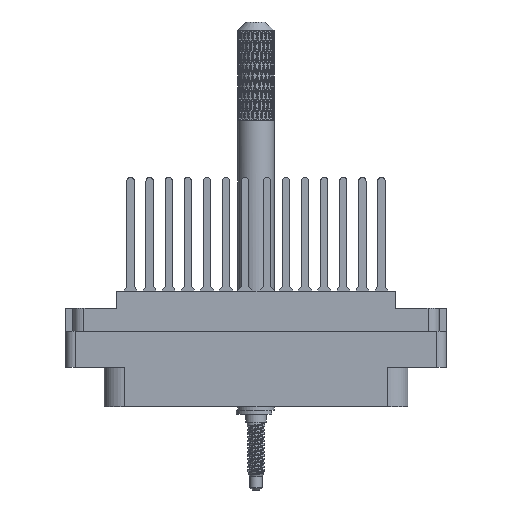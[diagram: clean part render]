
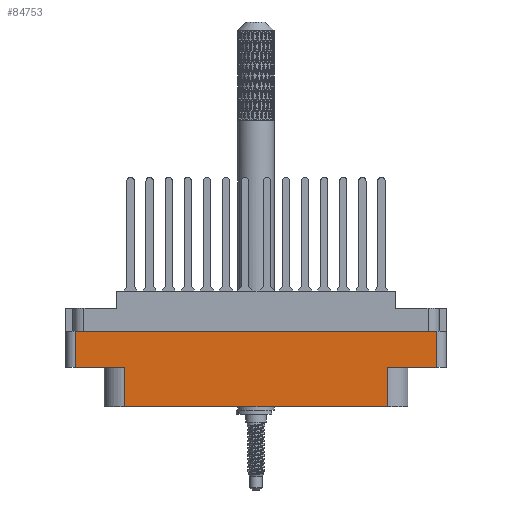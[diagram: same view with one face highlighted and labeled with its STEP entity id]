
A CAD part, front view. The second image highlights one B-rep face of the part: STEP entity #84753.
In plain terms, the highlighted planar face has unit normal (0, -1, 0).
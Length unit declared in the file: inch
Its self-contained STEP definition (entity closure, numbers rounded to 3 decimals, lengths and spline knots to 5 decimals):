
#1789 = CARTESIAN_POINT ( 'NONE',  ( -1.2955, -0.438, -0.789 ) ) ;
#2762 = EDGE_CURVE ( 'NONE', #82086, #62367, #23702, .T. ) ;
#4538 = ORIENTED_EDGE ( 'NONE', *, *, #2762, .T. ) ;
#7368 = CARTESIAN_POINT ( 'NONE',  ( 0.895, -0.438, -0.52 ) ) ;
#7542 = VERTEX_POINT ( 'NONE', #13903 ) ;
#10351 = CARTESIAN_POINT ( 'NONE',  ( 0., -0.438, -0.52 ) ) ;
#11678 = CARTESIAN_POINT ( 'NONE',  ( -0.895, -0.438, -0.789 ) ) ;
#13903 = CARTESIAN_POINT ( 'NONE',  ( 1.2335, -0.438, -0.52 ) ) ;
#14024 = EDGE_CURVE ( 'NONE', #51367, #16616, #81304, .T. ) ;
#14701 = EDGE_CURVE ( 'NONE', #82086, #59959, #36777, .T. ) ;
#16616 = VERTEX_POINT ( 'NONE', #98731 ) ;
#16908 = CARTESIAN_POINT ( 'NONE',  ( -0.895, -0.438, -0.52 ) ) ;
#17532 = DIRECTION ( 'NONE',  ( 0., 0., 1. ) ) ;
#20292 = LINE ( 'NONE', #110019, #59198 ) ;
#21111 = ORIENTED_EDGE ( 'NONE', *, *, #112619, .T. ) ;
#23702 = LINE ( 'NONE', #70313, #68266 ) ;
#26372 = CARTESIAN_POINT ( 'NONE',  ( -1.2335, -0.438, -0.274 ) ) ;
#27025 = VECTOR ( 'NONE', #82120, 39.37008 ) ;
#29407 = LINE ( 'NONE', #50101, #61419 ) ;
#29880 = AXIS2_PLACEMENT_3D ( 'NONE', #33451, #97602, #97999 ) ;
#32198 = DIRECTION ( 'NONE',  ( 0., 0., 1. ) ) ;
#32746 = ORIENTED_EDGE ( 'NONE', *, *, #94930, .T. ) ;
#33451 = CARTESIAN_POINT ( 'NONE',  ( -1.2955, -0.438, -0.789 ) ) ;
#33588 = EDGE_LOOP ( 'NONE', ( #83266, #4538, #98016, #88379, #32746, #21111, #79609, #107467 ) ) ;
#34118 = DIRECTION ( 'NONE',  ( 0., 0., -1. ) ) ;
#36595 = CARTESIAN_POINT ( 'NONE',  ( 0.895, -0.438, -0.789 ) ) ;
#36777 = LINE ( 'NONE', #73503, #27025 ) ;
#45999 = VERTEX_POINT ( 'NONE', #110479 ) ;
#47420 = CARTESIAN_POINT ( 'NONE',  ( 1.2335, -0.438, -0.274 ) ) ;
#48349 = EDGE_CURVE ( 'NONE', #7542, #59959, #29407, .T. ) ;
#50101 = CARTESIAN_POINT ( 'NONE',  ( 1.2335, -0.438, -0.789 ) ) ;
#51367 = VERTEX_POINT ( 'NONE', #16908 ) ;
#54259 = CARTESIAN_POINT ( 'NONE',  ( -1.2335, -0.438, -0.52 ) ) ;
#54529 = VECTOR ( 'NONE', #17532, 39.37008 ) ;
#54602 = LINE ( 'NONE', #1789, #60075 ) ;
#59198 = VECTOR ( 'NONE', #101790, 39.37008 ) ;
#59959 = VERTEX_POINT ( 'NONE', #47420 ) ;
#60075 = VECTOR ( 'NONE', #98658, 39.37008 ) ;
#61234 = VERTEX_POINT ( 'NONE', #36595 ) ;
#61419 = VECTOR ( 'NONE', #32198, 39.37008 ) ;
#62367 = VERTEX_POINT ( 'NONE', #54259 ) ;
#63244 = DIRECTION ( 'NONE',  ( -1., 0., 0. ) ) ;
#65510 = LINE ( 'NONE', #10351, #94644 ) ;
#68266 = VECTOR ( 'NONE', #34118, 39.37008 ) ;
#69742 = FACE_OUTER_BOUND ( 'NONE', #33588, .T. ) ;
#70313 = CARTESIAN_POINT ( 'NONE',  ( -1.2335, -0.438, -0.789 ) ) ;
#73503 = CARTESIAN_POINT ( 'NONE',  ( 0., -0.438, -0.274 ) ) ;
#73896 = DIRECTION ( 'NONE',  ( 0., 0., -1. ) ) ;
#79609 = ORIENTED_EDGE ( 'NONE', *, *, #85147, .F. ) ;
#81304 = LINE ( 'NONE', #11678, #99440 ) ;
#82086 = VERTEX_POINT ( 'NONE', #26372 ) ;
#82120 = DIRECTION ( 'NONE',  ( 1., 0., 0. ) ) ;
#83266 = ORIENTED_EDGE ( 'NONE', *, *, #14701, .F. ) ;
#84753 = ADVANCED_FACE ( 'NONE', ( #69742 ), #86780, .T. ) ;
#85147 = EDGE_CURVE ( 'NONE', #7542, #45999, #65510, .T. ) ;
#86780 = PLANE ( 'NONE',  #29880 ) ;
#88379 = ORIENTED_EDGE ( 'NONE', *, *, #14024, .T. ) ;
#91917 = EDGE_CURVE ( 'NONE', #51367, #62367, #20292, .T. ) ;
#94644 = VECTOR ( 'NONE', #63244, 39.37008 ) ;
#94930 = EDGE_CURVE ( 'NONE', #16616, #61234, #54602, .T. ) ;
#97602 = DIRECTION ( 'NONE',  ( 0., -1., 0. ) ) ;
#97999 = DIRECTION ( 'NONE',  ( 0., 0., -1. ) ) ;
#98016 = ORIENTED_EDGE ( 'NONE', *, *, #91917, .F. ) ;
#98658 = DIRECTION ( 'NONE',  ( 1., 0., 0. ) ) ;
#98731 = CARTESIAN_POINT ( 'NONE',  ( -0.895, -0.438, -0.789 ) ) ;
#99440 = VECTOR ( 'NONE', #73896, 39.37008 ) ;
#101773 = LINE ( 'NONE', #7368, #54529 ) ;
#101790 = DIRECTION ( 'NONE',  ( -1., 0., 0. ) ) ;
#107467 = ORIENTED_EDGE ( 'NONE', *, *, #48349, .T. ) ;
#110019 = CARTESIAN_POINT ( 'NONE',  ( 0., -0.438, -0.52 ) ) ;
#110479 = CARTESIAN_POINT ( 'NONE',  ( 0.895, -0.438, -0.52 ) ) ;
#112619 = EDGE_CURVE ( 'NONE', #61234, #45999, #101773, .T. ) ;
